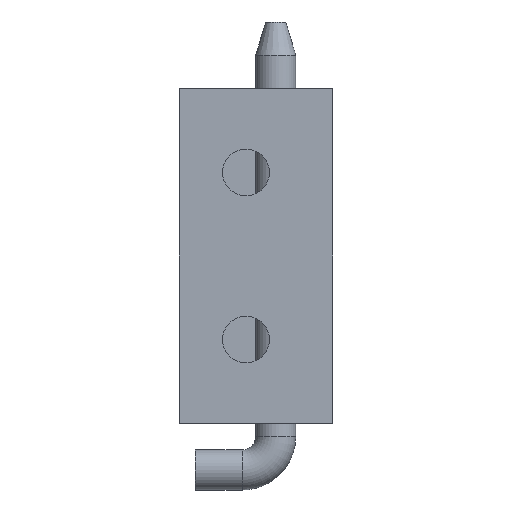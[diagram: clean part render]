
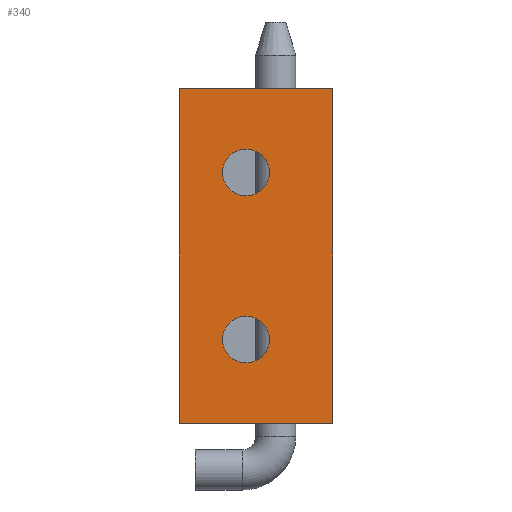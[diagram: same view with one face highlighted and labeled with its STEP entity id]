
A CAD part, left-side view. The second image highlights one B-rep face of the part: STEP entity #340.
In plain terms, the highlighted planar face has unit normal (-1, 0, 0).
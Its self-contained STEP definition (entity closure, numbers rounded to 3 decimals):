
#340=ADVANCED_FACE('',(#602,#603,#604),#605,.T.);
#602=FACE_BOUND('',#1101,.T.);
#603=FACE_BOUND('',#1102,.T.);
#604=FACE_OUTER_BOUND('',#1103,.T.);
#605=PLANE('',#1104);
#1101=EDGE_LOOP('',(#1861));
#1102=EDGE_LOOP('',(#1862));
#1103=EDGE_LOOP('',(#1863,#1864,#1865,#1866));
#1104=AXIS2_PLACEMENT_3D('',#1867,#1868,#1869);
#1861=ORIENTED_EDGE('',*,*,#3599,.F.);
#1862=ORIENTED_EDGE('',*,*,#3600,.F.);
#1863=ORIENTED_EDGE('',*,*,#3601,.F.);
#1864=ORIENTED_EDGE('',*,*,#3602,.F.);
#1865=ORIENTED_EDGE('',*,*,#3603,.T.);
#1866=ORIENTED_EDGE('',*,*,#3604,.T.);
#1867=CARTESIAN_POINT('',(-18.75,0.0,25.0));
#1868=DIRECTION('',(-1.0,0.0,0.0));
#1869=DIRECTION('',(0.0,-1.0,0.0));
#3599=EDGE_CURVE('',#4238,#4238,#4239,.T.);
#3600=EDGE_CURVE('',#4240,#4240,#4241,.T.);
#3601=EDGE_CURVE('',#4242,#4243,#4244,.T.);
#3602=EDGE_CURVE('',#4245,#4242,#4246,.T.);
#3603=EDGE_CURVE('',#4245,#4247,#4248,.T.);
#3604=EDGE_CURVE('',#4247,#4243,#4249,.T.);
#4238=VERTEX_POINT('',#5255);
#4239=CIRCLE('',#5256,3.5);
#4240=VERTEX_POINT('',#5257);
#4241=CIRCLE('',#5258,3.5);
#4242=VERTEX_POINT('',#5259);
#4243=VERTEX_POINT('',#5260);
#4244=LINE('',#5261,#5262);
#4245=VERTEX_POINT('',#5263);
#4246=LINE('',#5264,#5265);
#4247=VERTEX_POINT('',#5266);
#4248=LINE('',#5267,#5268);
#4249=LINE('',#5269,#5270);
#5255=CARTESIAN_POINT('',(-18.75,13.0,16.0));
#5256=AXIS2_PLACEMENT_3D('',#6515,#6516,#6517);
#5257=CARTESIAN_POINT('',(-18.75,13.0,-9.0));
#5258=AXIS2_PLACEMENT_3D('',#6518,#6519,#6520);
#5259=CARTESIAN_POINT('',(-18.75,0.,-25.0));
#5260=CARTESIAN_POINT('',(-18.75,23.0,-25.0));
#5261=CARTESIAN_POINT('',(-18.75,0.0,-25.0));
#5262=VECTOR('',#6521,1.0);
#5263=CARTESIAN_POINT('',(-18.75,0.,25.0));
#5264=CARTESIAN_POINT('',(-18.75,0.,25.0));
#5265=VECTOR('',#6522,1.0);
#5266=CARTESIAN_POINT('',(-18.75,23.0,25.0));
#5267=CARTESIAN_POINT('',(-18.75,0.0,25.0));
#5268=VECTOR('',#6523,1.0);
#5269=CARTESIAN_POINT('',(-18.75,23.0,25.0));
#5270=VECTOR('',#6524,1.0);
#6515=CARTESIAN_POINT('',(-18.75,13.0,12.5));
#6516=DIRECTION('',(-1.0,0.0,0.0));
#6517=DIRECTION('',(0.0,0.0,1.0));
#6518=CARTESIAN_POINT('',(-18.75,13.0,-12.5));
#6519=DIRECTION('',(-1.0,0.0,0.0));
#6520=DIRECTION('',(0.0,0.0,1.0));
#6521=DIRECTION('',(0.0,1.0,0.0));
#6522=DIRECTION('',(0.0,0.0,-1.0));
#6523=DIRECTION('',(0.0,1.0,0.0));
#6524=DIRECTION('',(0.0,0.0,-1.0));
